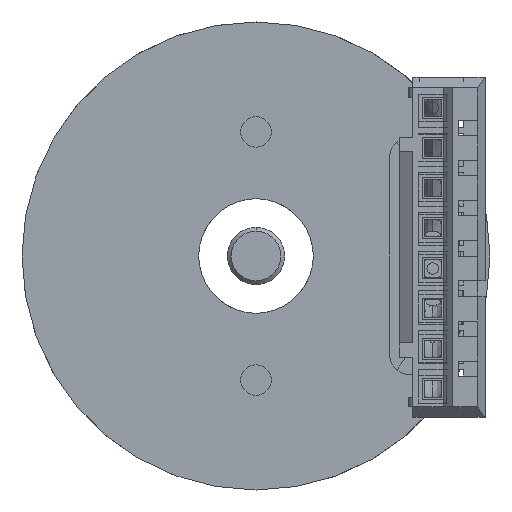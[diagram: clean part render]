
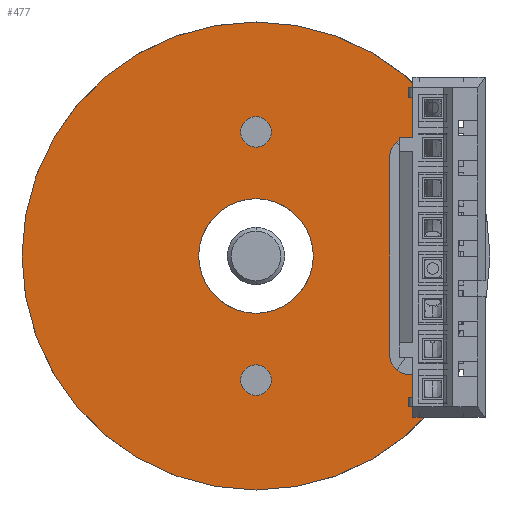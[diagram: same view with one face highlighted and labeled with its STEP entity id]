
A CAD part, front view. The second image highlights one B-rep face of the part: STEP entity #477.
In plain terms, the highlighted planar face has unit normal (0, -1, 0).
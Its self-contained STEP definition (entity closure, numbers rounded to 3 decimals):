
#50 = VERTEX_POINT ( 'NONE', #4938 ) ;
#173 = DIRECTION ( 'NONE',  ( 0., 0., -1. ) ) ;
#194 = VERTEX_POINT ( 'NONE', #3744 ) ;
#319 = AXIS2_PLACEMENT_3D ( 'NONE', #7266, #16857, #8636 ) ;
#431 = DIRECTION ( 'NONE',  ( 0., -1., 0. ) ) ;
#477 = ADVANCED_FACE ( 'NONE', ( #12268, #1060, #4895, #15491 ), #5907, .T. ) ;
#514 = CIRCLE ( 'NONE', #15222, 1. ) ;
#597 = DIRECTION ( 'NONE',  ( 0., -1., 0. ) ) ;
#737 = VERTEX_POINT ( 'NONE', #6249 ) ;
#1060 = FACE_BOUND ( 'NONE', #3225, .T. ) ;
#1153 = AXIS2_PLACEMENT_3D ( 'NONE', #7141, #16748, #8499 ) ;
#1164 = DIRECTION ( 'NONE',  ( 0., -1., 0. ) ) ;
#1264 = CARTESIAN_POINT ( 'NONE',  ( 8., 0., 6.2 ) ) ;
#1394 = EDGE_LOOP ( 'NONE', ( #17423, #4183 ) ) ;
#1503 = LINE ( 'NONE', #17855, #15942 ) ;
#1879 = EDGE_CURVE ( 'NONE', #8541, #194, #6389, .T. ) ;
#2049 = CIRCLE ( 'NONE', #5976, 0.8 ) ;
#2051 = EDGE_CURVE ( 'NONE', #737, #13551, #17955, .T. ) ;
#2114 = CARTESIAN_POINT ( 'NONE',  ( 8., 0., -5.2 ) ) ;
#2195 = ORIENTED_EDGE ( 'NONE', *, *, #11254, .F. ) ;
#2262 = EDGE_CURVE ( 'NONE', #8541, #8722, #514, .T. ) ;
#2330 = CARTESIAN_POINT ( 'NONE',  ( 0., 0., -7.3 ) ) ;
#2342 = ORIENTED_EDGE ( 'NONE', *, *, #12129, .T. ) ;
#2854 = EDGE_CURVE ( 'NONE', #5289, #194, #13667, .T. ) ;
#3082 = VERTEX_POINT ( 'NONE', #3932 ) ;
#3225 = EDGE_LOOP ( 'NONE', ( #3516, #2195 ) ) ;
#3352 = CARTESIAN_POINT ( 'NONE',  ( 8., 0., 5.2 ) ) ;
#3511 = VECTOR ( 'NONE', #17418, 1000. ) ;
#3516 = ORIENTED_EDGE ( 'NONE', *, *, #7258, .F. ) ;
#3578 = DIRECTION ( 'NONE',  ( 0., 0., -1. ) ) ;
#3744 = CARTESIAN_POINT ( 'NONE',  ( 7., 0., -5.2 ) ) ;
#3932 = CARTESIAN_POINT ( 'NONE',  ( 0., 0., 3. ) ) ;
#4183 = ORIENTED_EDGE ( 'NONE', *, *, #9943, .F. ) ;
#4440 = ORIENTED_EDGE ( 'NONE', *, *, #11274, .F. ) ;
#4458 = VERTEX_POINT ( 'NONE', #15504 ) ;
#4482 = CIRCLE ( 'NONE', #319, 3. ) ;
#4659 = CARTESIAN_POINT ( 'NONE',  ( 8., 0., -6.2 ) ) ;
#4775 = DIRECTION ( 'NONE',  ( 0., 0., -1. ) ) ;
#4832 = ORIENTED_EDGE ( 'NONE', *, *, #13724, .F. ) ;
#4895 = FACE_OUTER_BOUND ( 'NONE', #8719, .T. ) ;
#4938 = CARTESIAN_POINT ( 'NONE',  ( 0., 0., -5.7 ) ) ;
#5055 = VERTEX_POINT ( 'NONE', #13815 ) ;
#5289 = VERTEX_POINT ( 'NONE', #4659 ) ;
#5420 = CIRCLE ( 'NONE', #6915, 12.25 ) ;
#5700 = ORIENTED_EDGE ( 'NONE', *, *, #2051, .T. ) ;
#5810 = CARTESIAN_POINT ( 'NONE',  ( 7., 0., -6.2 ) ) ;
#5907 = PLANE ( 'NONE',  #16019 ) ;
#5976 = AXIS2_PLACEMENT_3D ( 'NONE', #14888, #6647, #16264 ) ;
#6249 = CARTESIAN_POINT ( 'NONE',  ( 10.565, 0., 6.2 ) ) ;
#6281 = CARTESIAN_POINT ( 'NONE',  ( 0., 0., 6.5 ) ) ;
#6389 = LINE ( 'NONE', #5810, #6815 ) ;
#6610 = CARTESIAN_POINT ( 'NONE',  ( 0., 0., 0. ) ) ;
#6647 = DIRECTION ( 'NONE',  ( 0., -1., 0. ) ) ;
#6702 = DIRECTION ( 'NONE',  ( 0., -1., 0. ) ) ;
#6815 = VECTOR ( 'NONE', #15444, 1000. ) ;
#6915 = AXIS2_PLACEMENT_3D ( 'NONE', #14926, #6702, #16333 ) ;
#7141 = CARTESIAN_POINT ( 'NONE',  ( 0., 0., 0. ) ) ;
#7184 = ORIENTED_EDGE ( 'NONE', *, *, #12213, .F. ) ;
#7258 = EDGE_CURVE ( 'NONE', #17523, #50, #16289, .T. ) ;
#7266 = CARTESIAN_POINT ( 'NONE',  ( 0., 0., 0. ) ) ;
#7470 = ORIENTED_EDGE ( 'NONE', *, *, #2262, .T. ) ;
#7652 = DIRECTION ( 'NONE',  ( 0., 0., -1. ) ) ;
#7993 = DIRECTION ( 'NONE',  ( 0., 0., -1. ) ) ;
#8499 = DIRECTION ( 'NONE',  ( 0., 0., -1. ) ) ;
#8541 = VERTEX_POINT ( 'NONE', #14603 ) ;
#8636 = DIRECTION ( 'NONE',  ( 0., 0., -1. ) ) ;
#8677 = DIRECTION ( 'NONE',  ( 0., -1., 0. ) ) ;
#8719 = EDGE_LOOP ( 'NONE', ( #7184, #5700, #2342, #16915, #4440, #12826, #16592, #7470 ) ) ;
#8722 = VERTEX_POINT ( 'NONE', #1264 ) ;
#8914 = CARTESIAN_POINT ( 'NONE',  ( 0., 0., -6.5 ) ) ;
#9033 = CIRCLE ( 'NONE', #16117, 0.8 ) ;
#9063 = CARTESIAN_POINT ( 'NONE',  ( 0., 0., 0. ) ) ;
#9517 = AXIS2_PLACEMENT_3D ( 'NONE', #9063, #597, #10446 ) ;
#9624 = CARTESIAN_POINT ( 'NONE',  ( 0., 0., -6.5 ) ) ;
#9902 = AXIS2_PLACEMENT_3D ( 'NONE', #2114, #11900, #3578 ) ;
#9943 = EDGE_CURVE ( 'NONE', #3082, #10517, #12315, .T. ) ;
#10048 = AXIS2_PLACEMENT_3D ( 'NONE', #8914, #431, #10312 ) ;
#10312 = DIRECTION ( 'NONE',  ( 0., 0., -1. ) ) ;
#10446 = DIRECTION ( 'NONE',  ( 0., 0., -1. ) ) ;
#10517 = VERTEX_POINT ( 'NONE', #13395 ) ;
#10801 = CARTESIAN_POINT ( 'NONE',  ( 0., 0., -12.25 ) ) ;
#11019 = DIRECTION ( 'NONE',  ( 0., 0., -1. ) ) ;
#11254 = EDGE_CURVE ( 'NONE', #50, #17523, #9033, .T. ) ;
#11274 = EDGE_CURVE ( 'NONE', #5289, #13918, #1503, .T. ) ;
#11605 = EDGE_CURVE ( 'NONE', #4458, #5055, #18022, .T. ) ;
#11789 = CIRCLE ( 'NONE', #9517, 12.25 ) ;
#11900 = DIRECTION ( 'NONE',  ( 0., 1., 0. ) ) ;
#12059 = ORIENTED_EDGE ( 'NONE', *, *, #11605, .F. ) ;
#12129 = EDGE_CURVE ( 'NONE', #13551, #16150, #11789, .T. ) ;
#12213 = EDGE_CURVE ( 'NONE', #737, #8722, #15027, .T. ) ;
#12268 = FACE_BOUND ( 'NONE', #13491, .T. ) ;
#12315 = CIRCLE ( 'NONE', #16551, 3. ) ;
#12826 = ORIENTED_EDGE ( 'NONE', *, *, #2854, .T. ) ;
#13090 = DIRECTION ( 'NONE',  ( 0., 1., 0. ) ) ;
#13395 = CARTESIAN_POINT ( 'NONE',  ( 0., 0., -3. ) ) ;
#13491 = EDGE_LOOP ( 'NONE', ( #4832, #12059 ) ) ;
#13551 = VERTEX_POINT ( 'NONE', #14273 ) ;
#13667 = CIRCLE ( 'NONE', #9902, 1. ) ;
#13724 = EDGE_CURVE ( 'NONE', #5055, #4458, #2049, .T. ) ;
#13754 = EDGE_CURVE ( 'NONE', #16150, #13918, #5420, .T. ) ;
#13815 = CARTESIAN_POINT ( 'NONE',  ( 0., 0., 5.7 ) ) ;
#13902 = CARTESIAN_POINT ( 'NONE',  ( 10.565, 0., -6.2 ) ) ;
#13918 = VERTEX_POINT ( 'NONE', #13902 ) ;
#14273 = CARTESIAN_POINT ( 'NONE',  ( 0., 0., 12.25 ) ) ;
#14603 = CARTESIAN_POINT ( 'NONE',  ( 7., 0., 5.2 ) ) ;
#14650 = EDGE_CURVE ( 'NONE', #10517, #3082, #4482, .T. ) ;
#14718 = CARTESIAN_POINT ( 'NONE',  ( 17.5, 0., 6.2 ) ) ;
#14888 = CARTESIAN_POINT ( 'NONE',  ( 0., 0., 6.5 ) ) ;
#14926 = CARTESIAN_POINT ( 'NONE',  ( 0., 0., 0. ) ) ;
#15027 = LINE ( 'NONE', #14718, #3511 ) ;
#15222 = AXIS2_PLACEMENT_3D ( 'NONE', #3352, #13090, #4775 ) ;
#15444 = DIRECTION ( 'NONE',  ( 0., 0., -1. ) ) ;
#15491 = FACE_BOUND ( 'NONE', #1394, .T. ) ;
#15504 = CARTESIAN_POINT ( 'NONE',  ( 0., 0., 7.3 ) ) ;
#15765 = AXIS2_PLACEMENT_3D ( 'NONE', #6281, #15904, #7652 ) ;
#15904 = DIRECTION ( 'NONE',  ( 0., -1., 0. ) ) ;
#15942 = VECTOR ( 'NONE', #16565, 1000. ) ;
#16019 = AXIS2_PLACEMENT_3D ( 'NONE', #16906, #8677, #173 ) ;
#16117 = AXIS2_PLACEMENT_3D ( 'NONE', #9624, #1164, #11019 ) ;
#16150 = VERTEX_POINT ( 'NONE', #10801 ) ;
#16236 = DIRECTION ( 'NONE',  ( 0., -1., 0. ) ) ;
#16264 = DIRECTION ( 'NONE',  ( 0., 0., -1. ) ) ;
#16289 = CIRCLE ( 'NONE', #10048, 0.8 ) ;
#16333 = DIRECTION ( 'NONE',  ( 0., 0., -1. ) ) ;
#16551 = AXIS2_PLACEMENT_3D ( 'NONE', #6610, #16236, #7993 ) ;
#16565 = DIRECTION ( 'NONE',  ( 1., 0., 0. ) ) ;
#16592 = ORIENTED_EDGE ( 'NONE', *, *, #1879, .F. ) ;
#16748 = DIRECTION ( 'NONE',  ( 0., -1., 0. ) ) ;
#16857 = DIRECTION ( 'NONE',  ( 0., -1., 0. ) ) ;
#16906 = CARTESIAN_POINT ( 'NONE',  ( 3., 0., 0. ) ) ;
#16915 = ORIENTED_EDGE ( 'NONE', *, *, #13754, .T. ) ;
#17418 = DIRECTION ( 'NONE',  ( -1., 0., 0. ) ) ;
#17423 = ORIENTED_EDGE ( 'NONE', *, *, #14650, .F. ) ;
#17523 = VERTEX_POINT ( 'NONE', #2330 ) ;
#17855 = CARTESIAN_POINT ( 'NONE',  ( 17.5, 0., -6.2 ) ) ;
#17955 = CIRCLE ( 'NONE', #1153, 12.25 ) ;
#18022 = CIRCLE ( 'NONE', #15765, 0.8 ) ;
